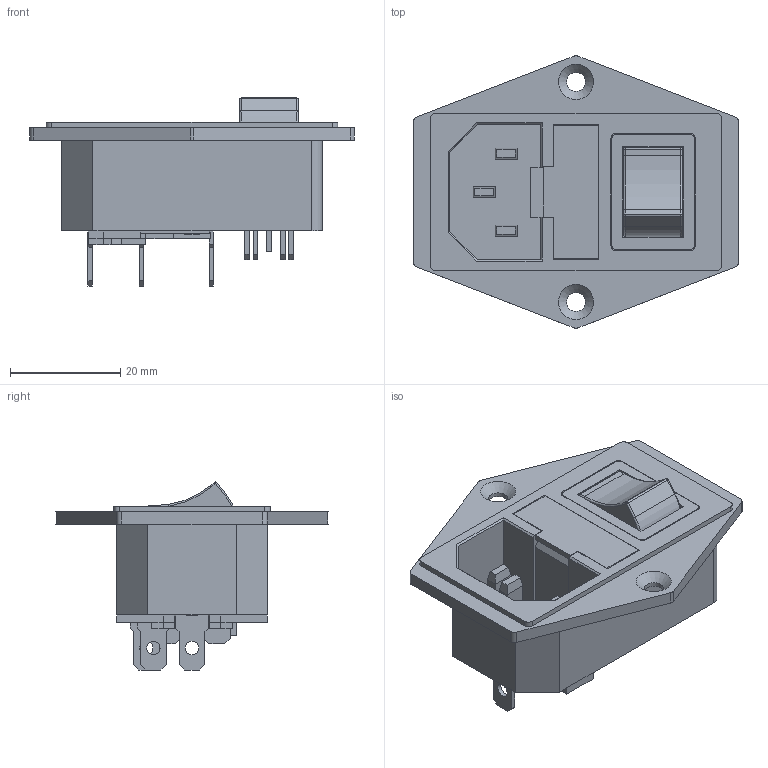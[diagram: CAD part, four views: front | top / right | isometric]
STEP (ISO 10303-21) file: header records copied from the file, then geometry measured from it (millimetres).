
FILE_DESCRIPTION(('FreeCAD Model'),'2;1');
FILE_NAME('Power inlet IEC 320 C14.step','2019-10-19T12:58:13',( 'Sisil Galog'),(''),'Open CASCADE STEP processor 7.3','FreeCAD', 'Unknown');
FILE_SCHEMA(('CONFIG_CONTROL_DESIGN','SHAPE_APPEARANCE_LAYER_MIM'));
Length unit declared in the file: millimetre
Products named in the file (4): Power_inlet_IEC_320_C14; FuseHolder; Switch_KCD1_10A_250V_001; Housing
Assembly tree (3 placements, depth 2):
  Power_inlet_IEC_320_C14
    FuseHolder
    Switch_KCD1_10A_250V_001
    Housing
Bounding box: 59 x 49.49 x 34.17 mm (x, y, z)
Volume: 14836.2 mm3; surface area: 19109.7 mm2
Topology: 17 solids, 17 shells, 542 faces, 1395 edges, 894 vertices
Faces by surface type: plane 434, cylinder 96, torus 6, sphere 4, cone 2
Full cylindrical faces by diameter (mm): 1.4 x3, 1.8 x4, 2 x4, 2.4 x3, 2.8 x4, 3.4 x2, 5 x1
Entity records: 38348 total; most frequent: CARTESIAN_POINT 6579, DIRECTION 5247, LINE 3679, VECTOR 3679, ORIENTED_EDGE 2782, PCURVE 2782, DEFINITIONAL_REPRESENTATION 2782, EDGE_CURVE 1391
